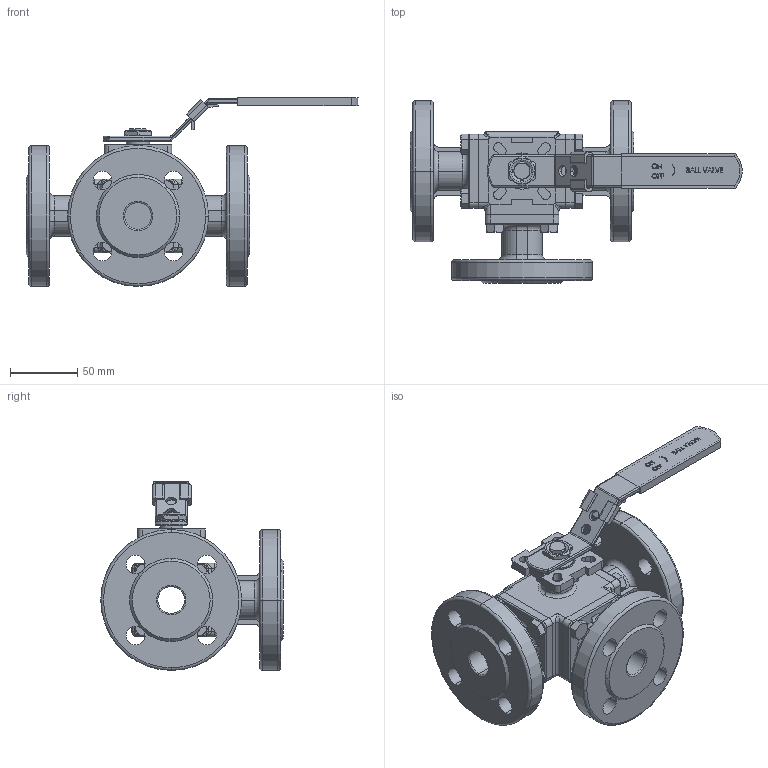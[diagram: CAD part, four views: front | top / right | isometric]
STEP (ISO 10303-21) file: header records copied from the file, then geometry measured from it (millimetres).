
FILE_DESCRIPTION(/* description */ ('Unknown','CAx-IF Rec.Pracs.---Representation and Presentation of Product Manufacturing Information (PMI)---4.0---2014-10-13','CAx-IF Rec.Pracs.---3D Tessellated Geometry---0.4---2014-09-14','2;1'),/* implementation_level */ '2;1');
FILE_NAME(/* name */ '9342_9343-05',/* time_stamp */ '2023-12-06T11:02:42+01:00',/* author */ ('Unknown'),/* organization */ ('Unknown'),/* preprocessor_version */ 'ST-DEVELOPER v18.102',/* originating_system */ 'Solid Edge',/* authorisation */ 'Unknown');
FILE_SCHEMA (('AP242_MANAGED_MODEL_BASED_3D_ENGINEERING_MIM_LF { 1 0 10303 442 1 1 4 }'));
Length unit declared in the file: millimetre
Products named in the file (12): MV-87DT DN20; 概极; 概裔; 概裝; Bellevlle Washer; MV-85 NUT DN25; Nut Stopper; Stem Packing; Haddle; Lock Device; Plasti Cover; 蟈諉蹟邡
Assembly tree (26 placements, depth 2):
  MV-87DT DN20
    概极
    概裔  x3
    概裝
    Bellevlle Washer  x2
    MV-85 NUT DN25  x2
    Nut Stopper
    Stem Packing
    Haddle
    Lock Device
    Plasti Cover
    蟈諉蹟邡  x12
Bounding box: 247.58 x 136 x 140.84 mm (x, y, z)
Volume: 661259.8 mm3; surface area: 193220.3 mm2
Topology: 26 solids, 26 shells, 1309 faces, 3402 edges, 2197 vertices
Faces by surface type: plane 659, cylinder 387, bspline 92, cone 92, torus 73, sphere 6
Entity records: 37898 total; most frequent: CARTESIAN_POINT 12810, ORIENTED_EDGE 5136, DIRECTION 4450, EDGE_CURVE 2568, VERTEX_POINT 1669, LINE 1506, VECTOR 1506, AXIS2_PLACEMENT_3D 1472
